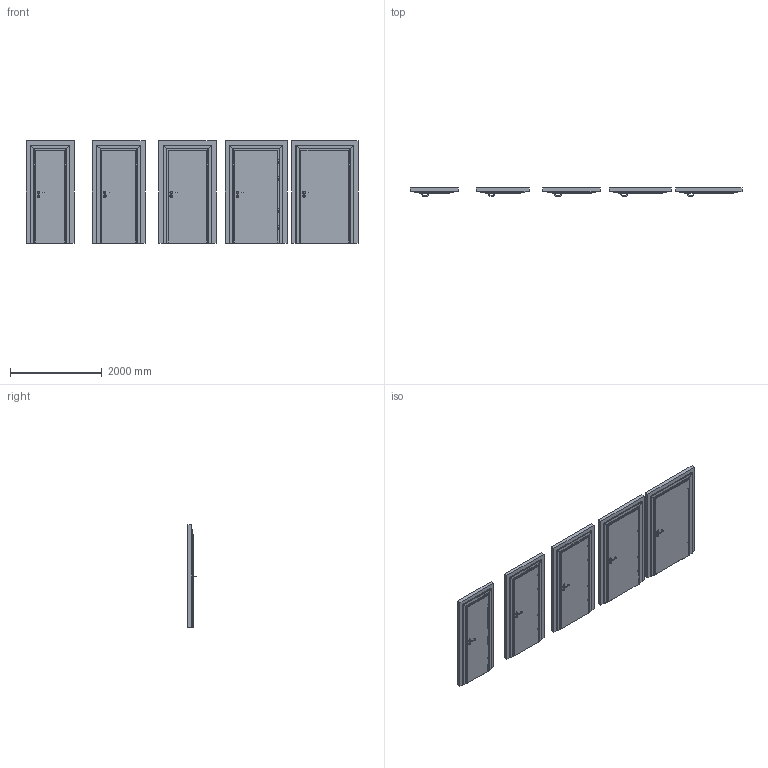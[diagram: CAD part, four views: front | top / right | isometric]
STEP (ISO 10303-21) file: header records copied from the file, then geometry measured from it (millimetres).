
FILE_DESCRIPTION(/* description */ (''),/* implementation_level */ '2;1');
FILE_NAME(/* name */ '050074_A_2-Drzwi przeciwpożarowe EI30 na ościeżnicy MDF..stp',/* time_stamp */ '2024-06-12T12:32:36+02:00',/* author */ (''),/* organization */ (''),/* preprocessor_version */ 'ST-DEVELOPER v16',/* originating_system */ 'SIEMENS PLM Software NX 11.0',/* authorisation */ '');
FILE_SCHEMA (('AUTOMOTIVE_DESIGN { 1 0 10303 214 3 1 1 1 }'));
Products named in the file (1): bkni4C700B0Dyqm3
Bounding box: 7250 x 182 x 2240 mm (x, y, z)
Volume: 867235168.9 mm3; surface area: 73667520.6 mm2
Topology: 370 solids, 370 shells, 6195 faces, 14356 edges, 9301 vertices
Faces by surface type: plane 4080, cylinder 925, bspline 650, cone 415, torus 125
Full cylindrical faces by diameter (mm): 3.5 x15, 4 x5, 5 x25, 5.5 x5, 6.5 x40, 6.8 x60, 7 x105, 7.8 x60, 8 x100, 10 x40, 14 x40, 16 x40, 19 x30, 20 x15, 54 x20
Entity records: 185834 total; most frequent: CARTESIAN_POINT 52723, ORIENTED_EDGE 25750, DIRECTION 24802, EDGE_CURVE 12875, LINE 9100, VECTOR 9100, VERTEX_POINT 8985, EDGE_LOOP 8035
